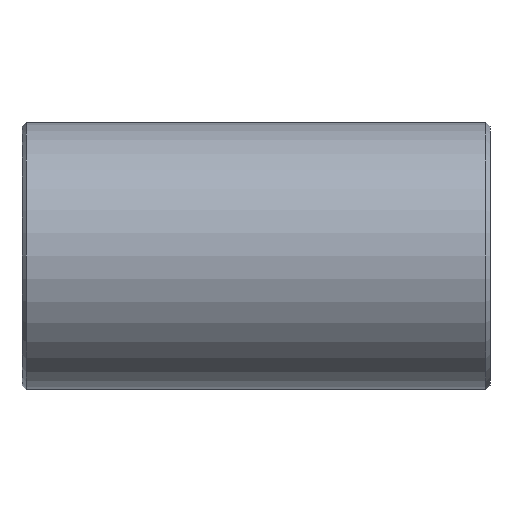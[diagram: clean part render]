
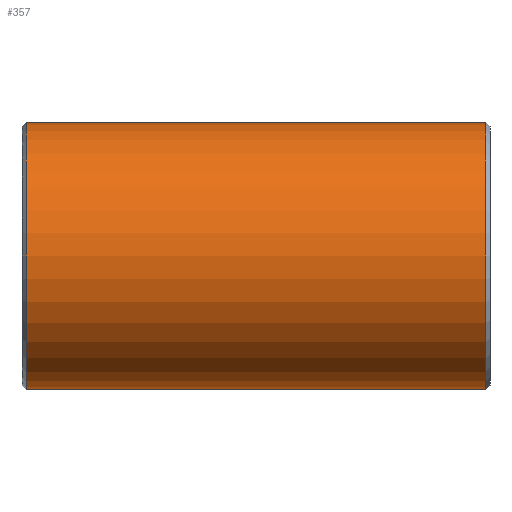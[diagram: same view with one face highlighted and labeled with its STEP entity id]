
A CAD part, front view. The second image highlights one B-rep face of the part: STEP entity #357.
In plain terms, the highlighted cylindrical face has radius 70.65 mm (diameter 141.3 mm), a partial arc.
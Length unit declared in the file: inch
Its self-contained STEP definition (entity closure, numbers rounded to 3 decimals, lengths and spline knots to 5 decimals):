
#8 = CARTESIAN_POINT ( 'NONE',  ( 4.88, 0., 0. ) ) ;
#26 = CARTESIAN_POINT ( 'NONE',  ( 4.794, 0., 0. ) ) ;
#27 = AXIS2_PLACEMENT_3D ( 'NONE', #8, #355, #687 ) ;
#32 = VERTEX_POINT ( 'NONE', #567 ) ;
#48 = CARTESIAN_POINT ( 'NONE',  ( -4.794, 0., -2.7815 ) ) ;
#72 = CARTESIAN_POINT ( 'NONE',  ( -4.794, 0., 2.7815 ) ) ;
#94 = DIRECTION ( 'NONE',  ( -1., 0., 0. ) ) ;
#95 = ORIENTED_EDGE ( 'NONE', *, *, #759, .T. ) ;
#119 = DIRECTION ( 'NONE',  ( 0., 0., 1. ) ) ;
#152 = CARTESIAN_POINT ( 'NONE',  ( 4.794, 0., -2.7815 ) ) ;
#157 = EDGE_CURVE ( 'NONE', #243, #689, #352, .T. ) ;
#197 = AXIS2_PLACEMENT_3D ( 'NONE', #538, #533, #119 ) ;
#214 = CYLINDRICAL_SURFACE ( 'NONE', #27, 2.7815 ) ;
#224 = CARTESIAN_POINT ( 'NONE',  ( 4.88, 0., 2.7815 ) ) ;
#225 = EDGE_CURVE ( 'NONE', #641, #689, #548, .T. ) ;
#243 = VERTEX_POINT ( 'NONE', #72 ) ;
#248 = AXIS2_PLACEMENT_3D ( 'NONE', #26, #94, #369 ) ;
#292 = EDGE_CURVE ( 'NONE', #32, #243, #559, .T. ) ;
#294 = FACE_OUTER_BOUND ( 'NONE', #704, .T. ) ;
#352 = CIRCLE ( 'NONE', #197, 2.7815 ) ;
#355 = DIRECTION ( 'NONE',  ( -1., 0., 0. ) ) ;
#357 = ADVANCED_FACE ( 'NONE', ( #294 ), #214, .T. ) ;
#369 = DIRECTION ( 'NONE',  ( 0., 0., -1. ) ) ;
#432 = CIRCLE ( 'NONE', #248, 2.7815 ) ;
#479 = CARTESIAN_POINT ( 'NONE',  ( 4.88, 0., -2.7815 ) ) ;
#518 = ORIENTED_EDGE ( 'NONE', *, *, #157, .T. ) ;
#533 = DIRECTION ( 'NONE',  ( 1., 0., 0. ) ) ;
#538 = CARTESIAN_POINT ( 'NONE',  ( -4.794, 0., 0. ) ) ;
#548 = LINE ( 'NONE', #479, #653 ) ;
#559 = LINE ( 'NONE', #224, #801 ) ;
#567 = CARTESIAN_POINT ( 'NONE',  ( 4.794, 0., 2.7815 ) ) ;
#630 = ORIENTED_EDGE ( 'NONE', *, *, #225, .F. ) ;
#641 = VERTEX_POINT ( 'NONE', #152 ) ;
#653 = VECTOR ( 'NONE', #743, 39.37008 ) ;
#680 = DIRECTION ( 'NONE',  ( -1., 0., 0. ) ) ;
#687 = DIRECTION ( 'NONE',  ( 0., 0., 1. ) ) ;
#689 = VERTEX_POINT ( 'NONE', #48 ) ;
#704 = EDGE_LOOP ( 'NONE', ( #630, #95, #781, #518 ) ) ;
#743 = DIRECTION ( 'NONE',  ( -1., 0., 0. ) ) ;
#759 = EDGE_CURVE ( 'NONE', #641, #32, #432, .T. ) ;
#781 = ORIENTED_EDGE ( 'NONE', *, *, #292, .T. ) ;
#801 = VECTOR ( 'NONE', #680, 39.37008 ) ;
